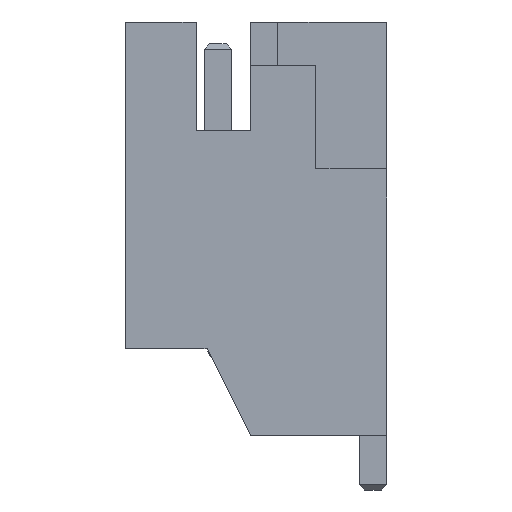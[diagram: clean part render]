
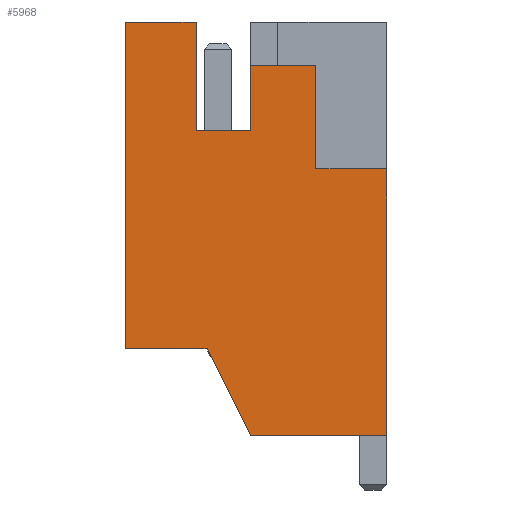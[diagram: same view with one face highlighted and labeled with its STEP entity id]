
A CAD part, left-side view. The second image highlights one B-rep face of the part: STEP entity #5968.
In plain terms, the highlighted planar face has unit normal (-1, 0, 0).
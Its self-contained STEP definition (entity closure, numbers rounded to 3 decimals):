
#182=FACE_OUTER_BOUND('',#518,.T.);
#518=EDGE_LOOP('',(#4009,#4010,#4011,#4012,#4013,#4014,#4015,#4016,#4017,
#4018,#4019,#4020));
#855=LINE('',#8336,#1659);
#859=LINE('',#8343,#1663);
#865=LINE('',#8357,#1669);
#890=LINE('',#8406,#1694);
#916=LINE('',#8458,#1720);
#922=LINE('',#8469,#1726);
#924=LINE('',#8473,#1728);
#926=LINE('',#8476,#1730);
#927=LINE('',#8480,#1731);
#928=LINE('',#8482,#1732);
#929=LINE('',#8484,#1733);
#930=LINE('',#8485,#1734);
#1659=VECTOR('',#6712,10.);
#1663=VECTOR('',#6718,10.);
#1669=VECTOR('',#6728,10.);
#1694=VECTOR('',#6763,10.);
#1720=VECTOR('',#6801,10.);
#1726=VECTOR('',#6809,10.);
#1728=VECTOR('',#6813,10.);
#1730=VECTOR('',#6817,10.);
#1731=VECTOR('',#6822,10.);
#1732=VECTOR('',#6823,10.);
#1733=VECTOR('',#6824,10.);
#1734=VECTOR('',#6825,10.);
#2463=VERTEX_POINT('',#8333);
#2464=VERTEX_POINT('',#8335);
#2466=VERTEX_POINT('',#8341);
#2472=VERTEX_POINT('',#8356);
#2491=VERTEX_POINT('',#8404);
#2510=VERTEX_POINT('',#8455);
#2511=VERTEX_POINT('',#8457);
#2515=VERTEX_POINT('',#8467);
#2516=VERTEX_POINT('',#8471);
#2517=VERTEX_POINT('',#8479);
#2518=VERTEX_POINT('',#8481);
#2519=VERTEX_POINT('',#8483);
#3023=EDGE_CURVE('',#2464,#2463,#855,.T.);
#3027=EDGE_CURVE('',#2463,#2466,#859,.T.);
#3033=EDGE_CURVE('',#2472,#2464,#865,.T.);
#3058=EDGE_CURVE('',#2466,#2491,#890,.T.);
#3084=EDGE_CURVE('',#2511,#2510,#916,.T.);
#3090=EDGE_CURVE('',#2510,#2515,#922,.T.);
#3092=EDGE_CURVE('',#2515,#2516,#924,.T.);
#3094=EDGE_CURVE('',#2516,#2472,#926,.T.);
#3095=EDGE_CURVE('',#2491,#2517,#927,.T.);
#3096=EDGE_CURVE('',#2517,#2518,#928,.T.);
#3097=EDGE_CURVE('',#2518,#2519,#929,.T.);
#3098=EDGE_CURVE('',#2519,#2511,#930,.T.);
#4009=ORIENTED_EDGE('',*,*,#3027,.T.);
#4010=ORIENTED_EDGE('',*,*,#3058,.T.);
#4011=ORIENTED_EDGE('',*,*,#3095,.T.);
#4012=ORIENTED_EDGE('',*,*,#3096,.T.);
#4013=ORIENTED_EDGE('',*,*,#3097,.T.);
#4014=ORIENTED_EDGE('',*,*,#3098,.T.);
#4015=ORIENTED_EDGE('',*,*,#3084,.T.);
#4016=ORIENTED_EDGE('',*,*,#3090,.T.);
#4017=ORIENTED_EDGE('',*,*,#3092,.T.);
#4018=ORIENTED_EDGE('',*,*,#3094,.T.);
#4019=ORIENTED_EDGE('',*,*,#3033,.T.);
#4020=ORIENTED_EDGE('',*,*,#3023,.T.);
#5668=PLANE('',#6317);
#5968=ADVANCED_FACE('',(#182),#5668,.T.);
#6317=AXIS2_PLACEMENT_3D('',#8478,#6820,#6821);
#6712=DIRECTION('',(0.,1.,0.));
#6718=DIRECTION('',(0.,0.,1.));
#6728=DIRECTION('',(0.,0.,-1.));
#6763=DIRECTION('',(0.,1.,0.));
#6801=DIRECTION('',(0.,0.,1.));
#6809=DIRECTION('',(0.,1.,0.));
#6813=DIRECTION('',(0.,0.,1.));
#6817=DIRECTION('',(0.,1.,0.));
#6820=DIRECTION('center_axis',(-1.,0.,0.));
#6821=DIRECTION('ref_axis',(0.,0.,1.));
#6822=DIRECTION('',(0.,0.,-1.));
#6823=DIRECTION('',(0.,-1.,0.));
#6824=DIRECTION('',(0.,-0.447,-0.894));
#6825=DIRECTION('',(0.,-1.,0.));
#8333=CARTESIAN_POINT('',(-10.95,3.5,-2.));
#8335=CARTESIAN_POINT('',(-10.95,2.5,-2.));
#8336=CARTESIAN_POINT('',(-10.95,2.95,-2.));
#8341=CARTESIAN_POINT('',(-10.95,3.5,0.));
#8343=CARTESIAN_POINT('',(-10.95,3.5,-1.5));
#8356=CARTESIAN_POINT('',(-10.95,2.5,-0.8));
#8357=CARTESIAN_POINT('',(-10.95,2.5,-2.5));
#8404=CARTESIAN_POINT('',(-10.95,4.8,0.));
#8406=CARTESIAN_POINT('',(-10.95,0.,0.));
#8455=CARTESIAN_POINT('',(-10.95,0.,-2.7));
#8457=CARTESIAN_POINT('',(-10.95,0.,-7.6));
#8458=CARTESIAN_POINT('',(-10.95,0.,-7.6));
#8467=CARTESIAN_POINT('',(-10.95,1.3,-2.7));
#8469=CARTESIAN_POINT('',(-10.95,1.85,-2.7));
#8471=CARTESIAN_POINT('',(-10.95,1.3,-0.8));
#8473=CARTESIAN_POINT('',(-10.95,1.3,-1.9));
#8476=CARTESIAN_POINT('',(-10.95,2.45,-0.8));
#8478=CARTESIAN_POINT('Origin',(-10.95,2.4,-3.));
#8479=CARTESIAN_POINT('',(-10.95,4.8,-6.));
#8480=CARTESIAN_POINT('',(-10.95,4.8,0.));
#8481=CARTESIAN_POINT('',(-10.95,3.3,-6.));
#8482=CARTESIAN_POINT('',(-10.95,4.8,-6.));
#8483=CARTESIAN_POINT('',(-10.95,2.5,-7.6));
#8484=CARTESIAN_POINT('',(-10.95,3.3,-6.));
#8485=CARTESIAN_POINT('',(-10.95,2.5,-7.6));
